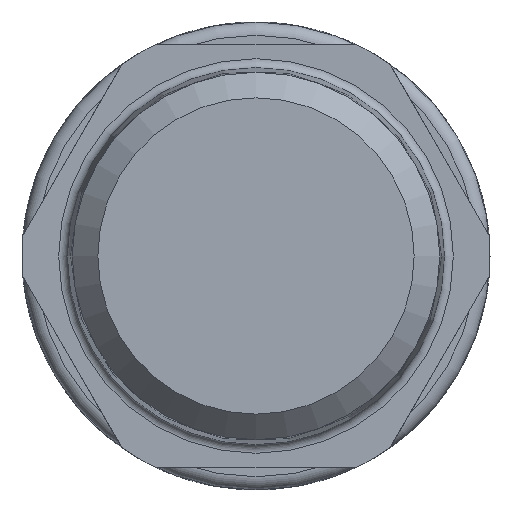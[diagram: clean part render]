
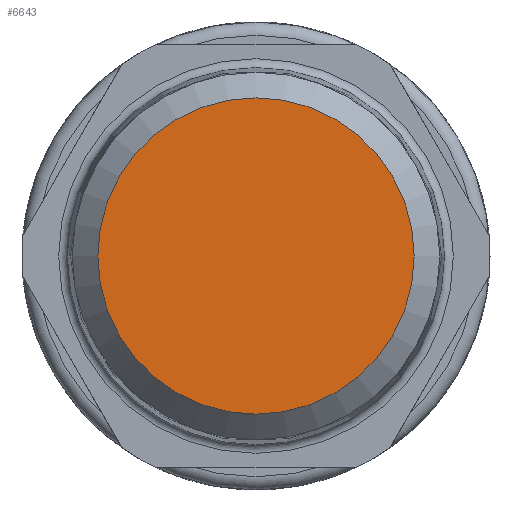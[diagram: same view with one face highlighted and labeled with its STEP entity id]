
A CAD part, left-side view. The second image highlights one B-rep face of the part: STEP entity #6643.
In plain terms, the highlighted planar face has unit normal (-1, 0, 0).
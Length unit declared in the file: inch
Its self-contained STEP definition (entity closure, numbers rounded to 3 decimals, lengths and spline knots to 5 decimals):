
#612=PLANE('',#7425);
#944=FACE_OUTER_BOUND('',#1300,.T.);
#1300=EDGE_LOOP('',(#5741,#5742));
#2183=CIRCLE('',#7426,0.3526);
#2184=CIRCLE('',#7427,0.3526);
#2841=VERTEX_POINT('',#13930);
#2842=VERTEX_POINT('',#13931);
#3816=EDGE_CURVE('',#2841,#2842,#2183,.T.);
#3817=EDGE_CURVE('',#2842,#2841,#2184,.T.);
#5741=ORIENTED_EDGE('',*,*,#3816,.F.);
#5742=ORIENTED_EDGE('',*,*,#3817,.F.);
#6643=ADVANCED_FACE('',(#944),#612,.T.);
#7425=AXIS2_PLACEMENT_3D('',#13929,#9149,#9150);
#7426=AXIS2_PLACEMENT_3D('',#13932,#9151,#9152);
#7427=AXIS2_PLACEMENT_3D('',#13933,#9153,#9154);
#9149=DIRECTION('center_axis',(-1.,0.,0.));
#9150=DIRECTION('ref_axis',(0.,0.,-1.));
#9151=DIRECTION('center_axis',(1.,0.,0.));
#9152=DIRECTION('ref_axis',(0.,0.,
1.));
#9153=DIRECTION('center_axis',(1.,0.,0.));
#9154=DIRECTION('ref_axis',(0.,0.,
1.));
#13929=CARTESIAN_POINT('Origin',(-0.82283,-0.3526,
0.));
#13930=CARTESIAN_POINT('',(-0.82283,-0.3526,0.));
#13931=CARTESIAN_POINT('',(-0.82283,0.3526,0.));
#13932=CARTESIAN_POINT('Origin',(-0.82283,0.,
0.));
#13933=CARTESIAN_POINT('Origin',(-0.82283,0.,
0.));
